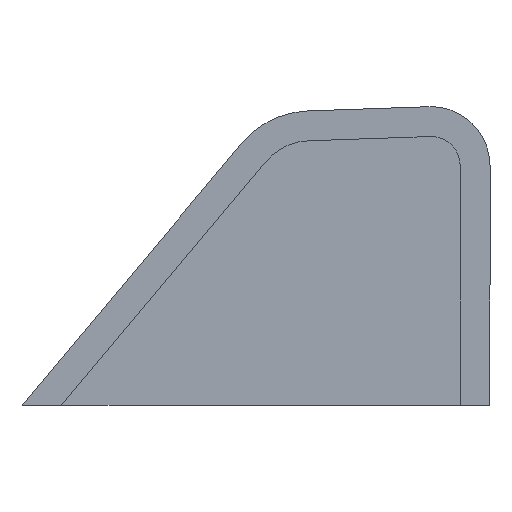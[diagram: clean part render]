
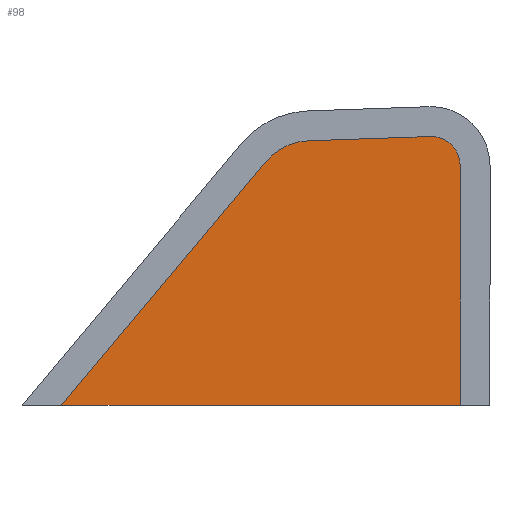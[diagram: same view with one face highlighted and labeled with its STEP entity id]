
A CAD part, top view. The second image highlights one B-rep face of the part: STEP entity #98.
In plain terms, the highlighted planar face has unit normal (0, 0, 1).
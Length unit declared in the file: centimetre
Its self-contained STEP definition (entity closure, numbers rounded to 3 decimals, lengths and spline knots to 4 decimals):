
#2 = CARTESIAN_POINT ( 'NONE',  ( 0.4801, 0.4429, 0. ) ) ;
#3 = DIRECTION ( 'NONE',  ( 1., 0., 0. ) ) ;
#6 = CIRCLE ( 'NONE', #83, 0.1 ) ;
#8 = VERTEX_POINT ( 'NONE', #94 ) ;
#9 = DIRECTION ( 'NONE',  ( 0., -1., 0. ) ) ;
#15 = CARTESIAN_POINT ( 'NONE',  ( 0.4836, 0.343, 0. ) ) ;
#16 = LINE ( 'NONE', #165, #29 ) ;
#19 = CARTESIAN_POINT ( 'NONE',  ( 0.7336, 0.4014, 0. ) ) ;
#22 = VERTEX_POINT ( 'NONE', #72 ) ;
#26 = DIRECTION ( 'NONE',  ( 0., 0., -1. ) ) ;
#27 = DIRECTION ( 'NONE',  ( 0.643, 0.766, 0. ) ) ;
#29 = VECTOR ( 'NONE', #27, 100. ) ;
#30 = EDGE_CURVE ( 'NONE', #8, #22, #37, .T. ) ;
#37 = LINE ( 'NONE', #113, #84 ) ;
#38 = VERTEX_POINT ( 'NONE', #2 ) ;
#39 = AXIS2_PLACEMENT_3D ( 'NONE', #136, #137, #47 ) ;
#43 = VERTEX_POINT ( 'NONE', #50 ) ;
#47 = DIRECTION ( 'NONE',  ( 1., 0., 0. ) ) ;
#48 = ORIENTED_EDGE ( 'NONE', *, *, #30, .T. ) ;
#50 = CARTESIAN_POINT ( 'NONE',  ( 0.6832, 0.45, 0. ) ) ;
#52 = LINE ( 'NONE', #150, #53 ) ;
#53 = VECTOR ( 'NONE', #138, 100. ) ;
#55 = EDGE_CURVE ( 'NONE', #144, #22, #155, .T. ) ;
#59 = EDGE_CURVE ( 'NONE', #43, #144, #108, .T. ) ;
#62 = DIRECTION ( 'NONE',  ( 1., 0., 0. ) ) ;
#66 = CARTESIAN_POINT ( 'NONE',  ( 0.407, 0.4073, 0. ) ) ;
#68 = DIRECTION ( 'NONE',  ( 0., 0., -1. ) ) ;
#69 = EDGE_CURVE ( 'NONE', #8, #129, #16, .T. ) ;
#72 = CARTESIAN_POINT ( 'NONE',  ( 0.7336, 0., 0. ) ) ;
#77 = ORIENTED_EDGE ( 'NONE', *, *, #119, .F. ) ;
#79 = FACE_OUTER_BOUND ( 'NONE', #87, .T. ) ;
#83 = AXIS2_PLACEMENT_3D ( 'NONE', #15, #68, #3 ) ;
#84 = VECTOR ( 'NONE', #62, 100. ) ;
#87 = EDGE_LOOP ( 'NONE', ( #99, #48, #118, #126, #77, #159 ) ) ;
#94 = CARTESIAN_POINT ( 'NONE',  ( 0.0653, 0., 0. ) ) ;
#95 = CARTESIAN_POINT ( 'NONE',  ( 0.7336, 0.4014, 0. ) ) ;
#96 = PLANE ( 'NONE',  #39 ) ;
#98 = ADVANCED_FACE ( 'NONE', ( #79 ), #96, .T. ) ;
#99 = ORIENTED_EDGE ( 'NONE', *, *, #69, .F. ) ;
#108 = CIRCLE ( 'NONE', #110, 0.0487 ) ;
#110 = AXIS2_PLACEMENT_3D ( 'NONE', #149, #26, #148 ) ;
#113 = CARTESIAN_POINT ( 'NONE',  ( 0., 0., 0. ) ) ;
#118 = ORIENTED_EDGE ( 'NONE', *, *, #55, .F. ) ;
#119 = EDGE_CURVE ( 'NONE', #38, #43, #52, .T. ) ;
#124 = VECTOR ( 'NONE', #9, 100. ) ;
#126 = ORIENTED_EDGE ( 'NONE', *, *, #59, .F. ) ;
#129 = VERTEX_POINT ( 'NONE', #66 ) ;
#136 = CARTESIAN_POINT ( 'NONE',  ( 0.6849, 0.4014, 0. ) ) ;
#137 = DIRECTION ( 'NONE',  ( 0., 0., 1. ) ) ;
#138 = DIRECTION ( 'NONE',  ( 0.999, 0.035, 0. ) ) ;
#144 = VERTEX_POINT ( 'NONE', #95 ) ;
#148 = DIRECTION ( 'NONE',  ( 1., 0., 0. ) ) ;
#149 = CARTESIAN_POINT ( 'NONE',  ( 0.6849, 0.4014, 0. ) ) ;
#150 = CARTESIAN_POINT ( 'NONE',  ( 0.6832, 0.45, 0. ) ) ;
#152 = EDGE_CURVE ( 'NONE', #129, #38, #6, .T. ) ;
#155 = LINE ( 'NONE', #19, #124 ) ;
#159 = ORIENTED_EDGE ( 'NONE', *, *, #152, .F. ) ;
#165 = CARTESIAN_POINT ( 'NONE',  ( 0.5189, 0.5406, 0. ) ) ;
